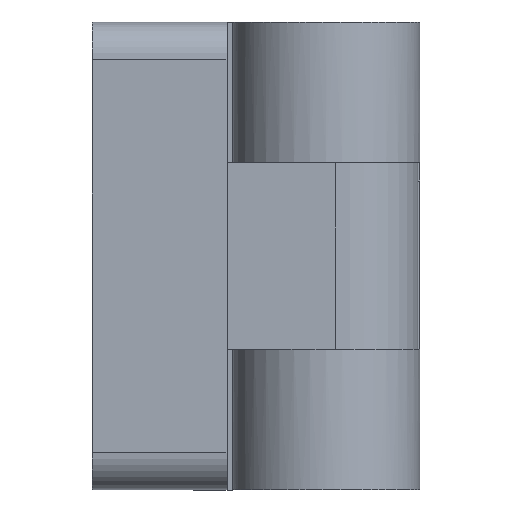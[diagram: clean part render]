
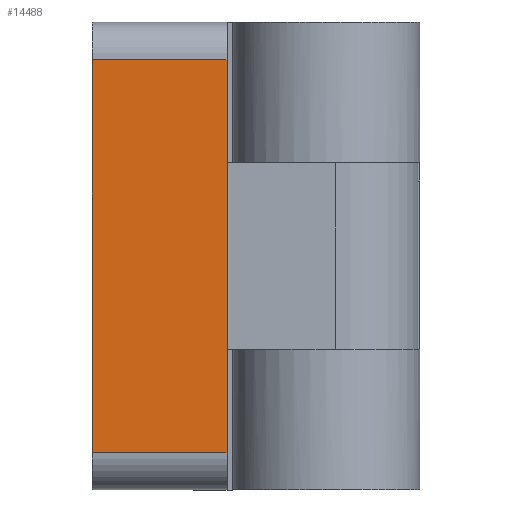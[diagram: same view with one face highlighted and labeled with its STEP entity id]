
A CAD part, left-side view. The second image highlights one B-rep face of the part: STEP entity #14488.
In plain terms, the highlighted planar face has unit normal (-1, 0, 0).
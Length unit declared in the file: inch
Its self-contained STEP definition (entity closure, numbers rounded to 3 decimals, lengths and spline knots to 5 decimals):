
#155 = VERTEX_POINT ( 'NONE', #3025 ) ;
#308 = VECTOR ( 'NONE', #2027, 39.37008 ) ;
#318 = VERTEX_POINT ( 'NONE', #14492 ) ;
#461 = EDGE_CURVE ( 'NONE', #318, #11182, #15441, .T. ) ;
#660 = PLANE ( 'NONE',  #6678 ) ;
#705 = VECTOR ( 'NONE', #6768, 39.37008 ) ;
#755 = ORIENTED_EDGE ( 'NONE', *, *, #2087, .T. ) ;
#1269 = VERTEX_POINT ( 'NONE', #16105 ) ;
#2027 = DIRECTION ( 'NONE',  ( 0., 0., 1. ) ) ;
#2044 = VECTOR ( 'NONE', #17943, 39.37008 ) ;
#2087 = EDGE_CURVE ( 'NONE', #1269, #155, #4278, .T. ) ;
#3000 = EDGE_CURVE ( 'NONE', #1269, #11182, #19137, .T. ) ;
#3025 = CARTESIAN_POINT ( 'NONE',  ( 0., 0.515, -1.15075 ) ) ;
#3204 = CARTESIAN_POINT ( 'NONE',  ( 0., 0.875, -0.10075 ) ) ;
#3213 = DIRECTION ( 'NONE',  ( 1., 0., 0. ) ) ;
#4278 = LINE ( 'NONE', #15333, #705 ) ;
#6225 = CARTESIAN_POINT ( 'NONE',  ( 0., 0.515, -1.25075 ) ) ;
#6678 = AXIS2_PLACEMENT_3D ( 'NONE', #11751, #3213, #14323 ) ;
#6768 = DIRECTION ( 'NONE',  ( 0., -1., 0. ) ) ;
#6876 = CARTESIAN_POINT ( 'NONE',  ( 0., 0.875, -0.10075 ) ) ;
#10475 = FACE_OUTER_BOUND ( 'NONE', #18081, .T. ) ;
#10584 = CARTESIAN_POINT ( 'NONE',  ( 0., 0.875, -1.25075 ) ) ;
#11182 = VERTEX_POINT ( 'NONE', #3204 ) ;
#11751 = CARTESIAN_POINT ( 'NONE',  ( 0., 0.875, -1.25075 ) ) ;
#14131 = ORIENTED_EDGE ( 'NONE', *, *, #461, .T. ) ;
#14323 = DIRECTION ( 'NONE',  ( 0., 1., 0. ) ) ;
#14393 = ORIENTED_EDGE ( 'NONE', *, *, #3000, .F. ) ;
#14488 = ADVANCED_FACE ( 'NONE', ( #10475 ), #660, .F. ) ;
#14492 = CARTESIAN_POINT ( 'NONE',  ( 0., 0.515, -0.10075 ) ) ;
#14754 = LINE ( 'NONE', #6225, #18390 ) ;
#15333 = CARTESIAN_POINT ( 'NONE',  ( 0., 0.875, -1.15075 ) ) ;
#15367 = ORIENTED_EDGE ( 'NONE', *, *, #17234, .F. ) ;
#15441 = LINE ( 'NONE', #6876, #2044 ) ;
#16105 = CARTESIAN_POINT ( 'NONE',  ( 0., 0.875, -1.15075 ) ) ;
#17234 = EDGE_CURVE ( 'NONE', #318, #155, #14754, .T. ) ;
#17282 = DIRECTION ( 'NONE',  ( 0., 0., -1. ) ) ;
#17943 = DIRECTION ( 'NONE',  ( 0., 1., 0. ) ) ;
#18081 = EDGE_LOOP ( 'NONE', ( #15367, #14131, #14393, #755 ) ) ;
#18390 = VECTOR ( 'NONE', #17282, 39.37008 ) ;
#19137 = LINE ( 'NONE', #10584, #308 ) ;
